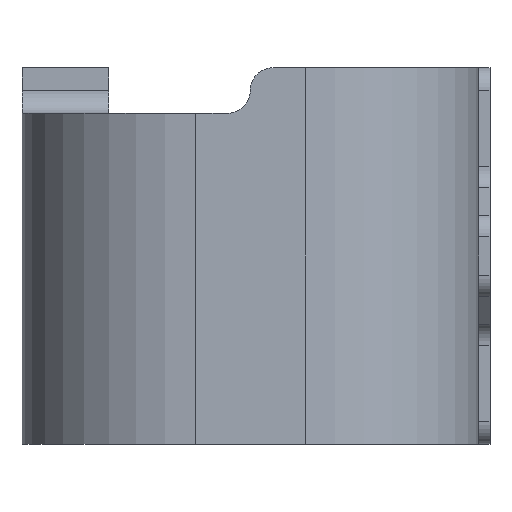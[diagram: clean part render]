
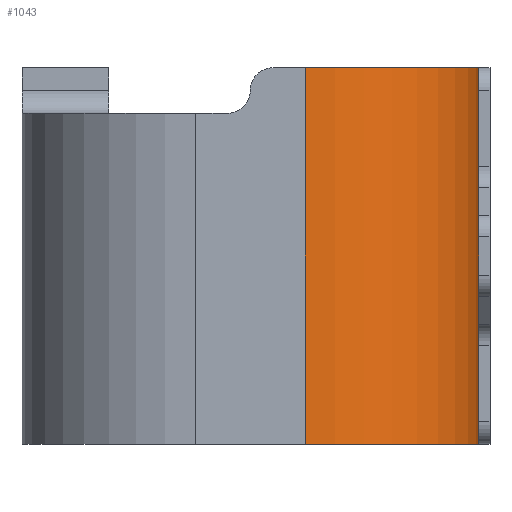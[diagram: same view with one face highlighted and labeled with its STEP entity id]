
A CAD part, left-side view. The second image highlights one B-rep face of the part: STEP entity #1043.
In plain terms, the highlighted cylindrical face has radius 0.76 mm (diameter 1.52 mm), a partial arc.
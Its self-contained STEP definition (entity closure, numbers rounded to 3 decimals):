
#30=CYLINDRICAL_SURFACE('',#1160,0.76);
#75=FACE_OUTER_BOUND('',#129,.T.);
#129=EDGE_LOOP('',(#878,#879,#880,#881));
#153=CIRCLE('',#1091,0.76);
#166=CIRCLE('',#1109,0.76);
#280=LINE('',#1748,#384);
#281=LINE('',#1750,#385);
#384=VECTOR('',#1421,1.65);
#385=VECTOR('',#1424,1.65);
#420=VERTEX_POINT('',#1533);
#421=VERTEX_POINT('',#1535);
#452=VERTEX_POINT('',#1605);
#453=VERTEX_POINT('',#1607);
#524=EDGE_CURVE('',#421,#420,#153,.T.);
#559=EDGE_CURVE('',#452,#453,#166,.T.);
#632=EDGE_CURVE('',#421,#452,#280,.T.);
#633=EDGE_CURVE('',#420,#453,#281,.T.);
#878=ORIENTED_EDGE('',*,*,#524,.T.);
#879=ORIENTED_EDGE('',*,*,#633,.T.);
#880=ORIENTED_EDGE('',*,*,#559,.F.);
#881=ORIENTED_EDGE('',*,*,#632,.F.);
#1043=ADVANCED_FACE('',(#75),#30,.T.);
#1091=AXIS2_PLACEMENT_3D('',#1536,#1211,#1212);
#1109=AXIS2_PLACEMENT_3D('',#1608,#1269,#1270);
#1160=AXIS2_PLACEMENT_3D('',#1749,#1422,#1423);
#1211=DIRECTION('center_axis',(0.,0.,1.));
#1212=DIRECTION('ref_axis',(-1.,0.,0.));
#1269=DIRECTION('center_axis',(0.,0.,1.));
#1270=DIRECTION('ref_axis',(-1.,0.,0.));
#1421=DIRECTION('',(0.,0.,1.));
#1422=DIRECTION('center_axis',(0.,0.,1.));
#1423=DIRECTION('ref_axis',(-1.,0.,0.));
#1424=DIRECTION('',(0.,0.,1.));
#1533=CARTESIAN_POINT('',(-0.86,-2.,0.));
#1535=CARTESIAN_POINT('',(-1.62,-1.24,0.));
#1536=CARTESIAN_POINT('Origin',(-0.86,-1.24,0.));
#1605=CARTESIAN_POINT('',(-1.62,-1.24,1.65));
#1607=CARTESIAN_POINT('',(-0.86,-2.,1.65));
#1608=CARTESIAN_POINT('Origin',(-0.86,-1.24,1.65));
#1748=CARTESIAN_POINT('',(-1.62,-1.24,0.));
#1749=CARTESIAN_POINT('Origin',(-0.86,-1.24,0.));
#1750=CARTESIAN_POINT('',(-0.86,-2.,0.));
